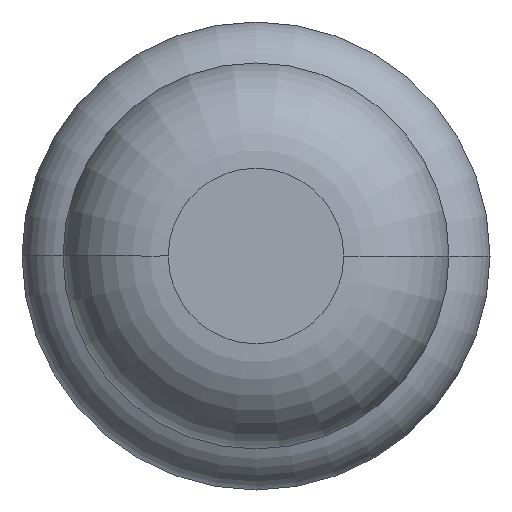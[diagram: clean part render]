
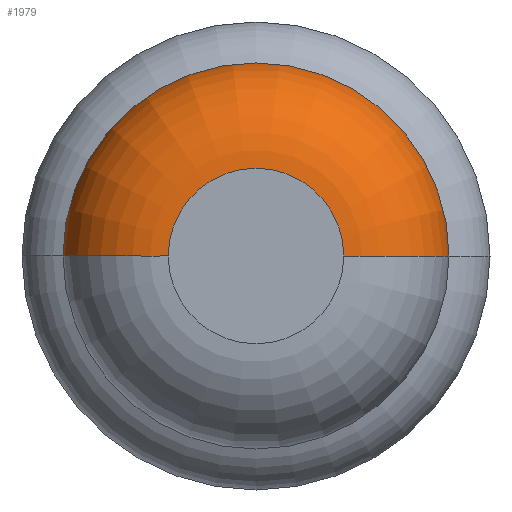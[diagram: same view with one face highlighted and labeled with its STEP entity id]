
A CAD part, front view. The second image highlights one B-rep face of the part: STEP entity #1979.
In plain terms, the highlighted toroidal (fillet/blend) face has major radius 0.375 mm and minor radius 0.45 mm.
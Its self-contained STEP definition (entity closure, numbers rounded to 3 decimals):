
#45 = CIRCLE ( 'NONE', #3282, 0.825 ) ;
#72 = EDGE_CURVE ( 'NONE', #4314, #2561, #658, .T. ) ;
#196 = CARTESIAN_POINT ( 'NONE',  ( -0.825, -31.55, 0. ) ) ;
#200 = CARTESIAN_POINT ( 'NONE',  ( -0.375, -32., 0. ) ) ;
#493 = DIRECTION ( 'NONE',  ( 0., -1., 0. ) ) ;
#506 = TOROIDAL_SURFACE ( 'NONE', #1674, 0.375, 0.45 ) ;
#566 = ORIENTED_EDGE ( 'NONE', *, *, #2583, .F. ) ;
#579 = DIRECTION ( 'NONE',  ( -1., 0., 0. ) ) ;
#658 = CIRCLE ( 'NONE', #2401, 0.45 ) ;
#763 = CARTESIAN_POINT ( 'NONE',  ( 0., -32., 0. ) ) ;
#1089 = FACE_OUTER_BOUND ( 'NONE', #4416, .T. ) ;
#1237 = DIRECTION ( 'NONE',  ( 0., -1., 0. ) ) ;
#1612 = CIRCLE ( 'NONE', #3634, 0.375 ) ;
#1674 = AXIS2_PLACEMENT_3D ( 'NONE', #4392, #1237, #2967 ) ;
#1698 = ORIENTED_EDGE ( 'NONE', *, *, #72, .F. ) ;
#1781 = EDGE_CURVE ( 'NONE', #2732, #4163, #3379, .T. ) ;
#1807 = CARTESIAN_POINT ( 'NONE',  ( -0.375, -31.55, 0. ) ) ;
#1973 = DIRECTION ( 'NONE',  ( 0., 0., -1. ) ) ;
#1979 = ADVANCED_FACE ( 'Defeature ausgef�hrt1_12', ( #1089 ), #506, .T. ) ;
#2019 = ORIENTED_EDGE ( 'NONE', *, *, #1781, .T. ) ;
#2055 = AXIS2_PLACEMENT_3D ( 'NONE', #1807, #2153, #2527 ) ;
#2153 = DIRECTION ( 'NONE',  ( 0., 0., 1. ) ) ;
#2221 = CARTESIAN_POINT ( 'NONE',  ( 0., -31.55, 0. ) ) ;
#2401 = AXIS2_PLACEMENT_3D ( 'NONE', #4358, #1973, #579 ) ;
#2527 = DIRECTION ( 'NONE',  ( 1., 0., 0. ) ) ;
#2553 = DIRECTION ( 'NONE',  ( 0., -1., 0. ) ) ;
#2561 = VERTEX_POINT ( 'NONE', #2819 ) ;
#2583 = EDGE_CURVE ( 'Defeature ausgef�hrt1_11+Defeature ausgef�hrt1_12+Defeature ausgef�hrt1_12+Defeature ausgef�hrt1_12', #2561, #4163, #1612, .T. ) ;
#2732 = VERTEX_POINT ( 'NONE', #196 ) ;
#2819 = CARTESIAN_POINT ( 'NONE',  ( 0.375, -32., 0. ) ) ;
#2967 = DIRECTION ( 'NONE',  ( 1., 0., 0. ) ) ;
#3282 = AXIS2_PLACEMENT_3D ( 'NONE', #2221, #493, #3960 ) ;
#3379 = CIRCLE ( 'NONE', #2055, 0.45 ) ;
#3557 = EDGE_CURVE ( 'Defeature ausgef�hrt1_12+Defeature ausgef�hrt1_13+Defeature ausgef�hrt1_13+Defeature ausgef�hrt1_13', #4314, #2732, #45, .T. ) ;
#3579 = DIRECTION ( 'NONE',  ( 1., 0., 0. ) ) ;
#3622 = ORIENTED_EDGE ( 'NONE', *, *, #3557, .T. ) ;
#3634 = AXIS2_PLACEMENT_3D ( 'NONE', #763, #2553, #3579 ) ;
#3714 = CARTESIAN_POINT ( 'NONE',  ( 0.825, -31.55, 0. ) ) ;
#3960 = DIRECTION ( 'NONE',  ( 1., 0., 0. ) ) ;
#4163 = VERTEX_POINT ( 'NONE', #200 ) ;
#4314 = VERTEX_POINT ( 'NONE', #3714 ) ;
#4358 = CARTESIAN_POINT ( 'NONE',  ( 0.375, -31.55, 0. ) ) ;
#4392 = CARTESIAN_POINT ( 'NONE',  ( 0., -31.55, 0. ) ) ;
#4416 = EDGE_LOOP ( 'NONE', ( #3622, #2019, #566, #1698 ) ) ;
